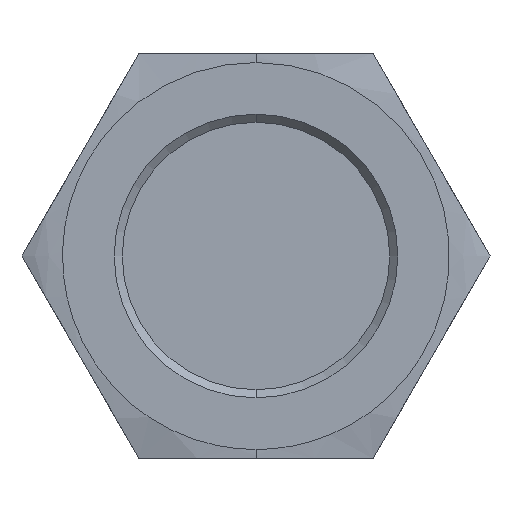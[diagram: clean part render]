
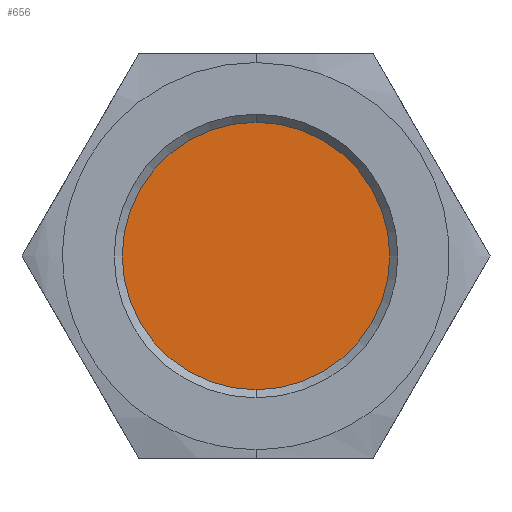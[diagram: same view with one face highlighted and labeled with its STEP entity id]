
A CAD part, front view. The second image highlights one B-rep face of the part: STEP entity #656.
In plain terms, the highlighted planar face has unit normal (0, -1, 0).
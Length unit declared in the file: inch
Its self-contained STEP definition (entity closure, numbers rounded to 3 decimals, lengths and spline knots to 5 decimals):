
#93 = ORIENTED_EDGE ( 'NONE', *, *, #620, .T. ) ;
#115 = AXIS2_PLACEMENT_3D ( 'NONE', #578, #606, #220 ) ;
#121 = CARTESIAN_POINT ( 'NONE',  ( 0., -1., -0.0825 ) ) ;
#220 = DIRECTION ( 'NONE',  ( 0., 0., -1. ) ) ;
#271 = AXIS2_PLACEMENT_3D ( 'NONE', #769, #346, #649 ) ;
#283 = ORIENTED_EDGE ( 'NONE', *, *, #632, .T. ) ;
#290 = PLANE ( 'NONE',  #316 ) ;
#316 = AXIS2_PLACEMENT_3D ( 'NONE', #779, #833, #414 ) ;
#346 = DIRECTION ( 'NONE',  ( 0., -1., 0. ) ) ;
#414 = DIRECTION ( 'NONE',  ( 0., 0., -1. ) ) ;
#457 = CIRCLE ( 'NONE', #115, 0.0825 ) ;
#578 = CARTESIAN_POINT ( 'NONE',  ( 0., -1., 0. ) ) ;
#590 = CIRCLE ( 'NONE', #271, 0.0825 ) ;
#606 = DIRECTION ( 'NONE',  ( 0., -1., 0. ) ) ;
#620 = EDGE_CURVE ( 'NONE', #714, #829, #457, .T. ) ;
#632 = EDGE_CURVE ( 'NONE', #829, #714, #590, .T. ) ;
#649 = DIRECTION ( 'NONE',  ( 0., 0., -1. ) ) ;
#656 = ADVANCED_FACE ( 'NONE', ( #767 ), #290, .T. ) ;
#714 = VERTEX_POINT ( 'NONE', #121 ) ;
#767 = FACE_OUTER_BOUND ( 'NONE', #802, .T. ) ;
#769 = CARTESIAN_POINT ( 'NONE',  ( 0., -1., 0. ) ) ;
#779 = CARTESIAN_POINT ( 'NONE',  ( 0., -1., 0. ) ) ;
#802 = EDGE_LOOP ( 'NONE', ( #93, #283 ) ) ;
#825 = CARTESIAN_POINT ( 'NONE',  ( 0., -1., 0.0825 ) ) ;
#829 = VERTEX_POINT ( 'NONE', #825 ) ;
#833 = DIRECTION ( 'NONE',  ( 0., -1., 0. ) ) ;
